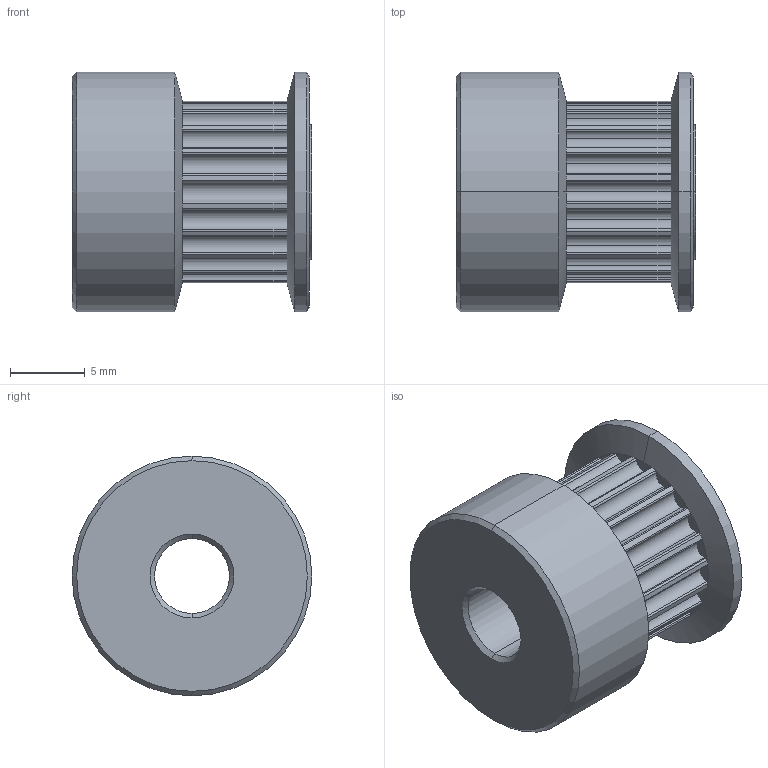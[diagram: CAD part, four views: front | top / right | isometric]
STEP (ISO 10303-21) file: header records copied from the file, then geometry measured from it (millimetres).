
FILE_DESCRIPTION (( 'STEP AP203' ), '1' );
FILE_NAME ('TB 同步轮 GPA20GT2060-B-H5.STEP_默认_sldprt.STEP', '2025-11-13T14:26:35', ( '' ), ( '' ), 'SwSTEP 2.0', 'SolidWorks 2020', '' );
FILE_SCHEMA (( 'CONFIG_CONTROL_DESIGN' ));
Length unit declared in the file: millimetre
Products named in the file (1): TB 同步轮 GPA20GT2060-B-H5.STEP_默认_sldprt
Bounding box: 16 x 16 x 16 mm (x, y, z)
Volume: 2089.8 mm3; surface area: 1583.1 mm2
Topology: 1 solids, 1 shells, 162 faces, 383 edges, 224 vertices
Faces by surface type: cylinder 105, plane 43, cone 14
Entity records: 4780 total; most frequent: DIRECTION 973, CARTESIAN_POINT 770, ORIENTED_EDGE 766, AXIS2_PLACEMENT_3D 427, EDGE_CURVE 383, CIRCLE 264, VERTEX_POINT 224, EDGE_LOOP 165
